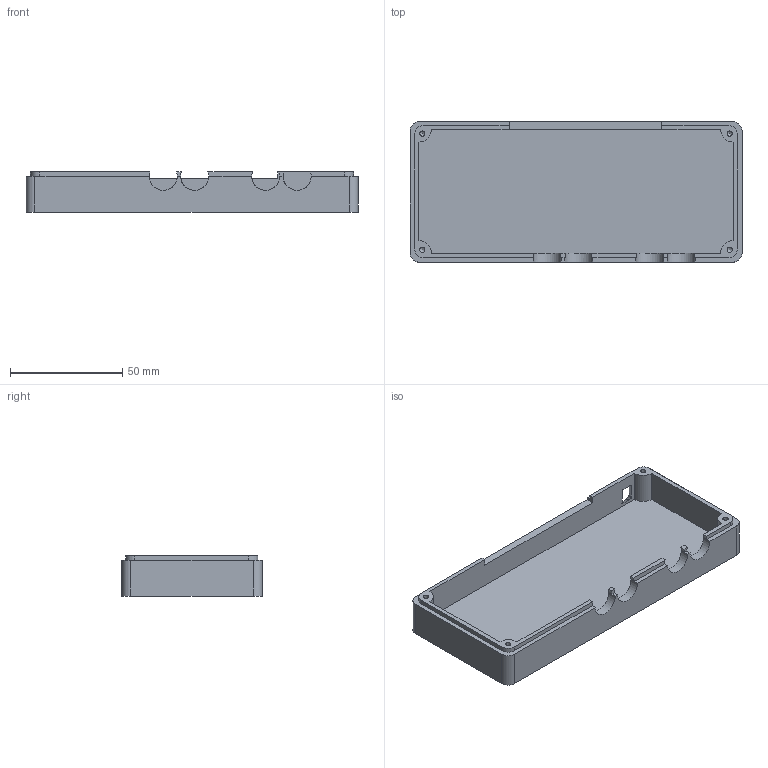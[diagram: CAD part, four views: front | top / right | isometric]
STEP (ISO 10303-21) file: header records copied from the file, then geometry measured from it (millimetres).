
FILE_DESCRIPTION(('FreeCAD Model'),'2;1');
FILE_NAME('Open CASCADE Shape Model','2026-01-03T08:46:52',(''),(''), 'Open CASCADE STEP processor 7.8','FreeCAD','Unknown');
FILE_SCHEMA(('AUTOMOTIVE_DESIGN { 1 0 10303 214 1 1 1 1 }'));
Length unit declared in the file: millimetre
Products named in the file (1): Top Enclosure
Bounding box: 147.86 x 62.48 x 18 mm (x, y, z)
Volume: 54490.4 mm3; surface area: 30668.4 mm2
Topology: 1 solids, 1 shells, 68 faces, 190 edges, 124 vertices
Faces by surface type: plane 36, cylinder 24, cone 8
Full cylindrical faces by diameter (mm): 2.32 x4
Entity records: 2190 total; most frequent: CARTESIAN_POINT 387, DIRECTION 376, ORIENTED_EDGE 372, EDGE_CURVE 186, AXIS2_PLACEMENT_3D 129, VERTEX_POINT 124, LINE 118, VECTOR 118
